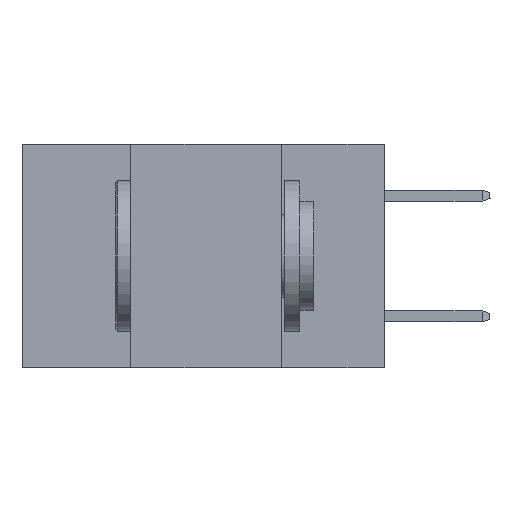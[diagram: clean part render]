
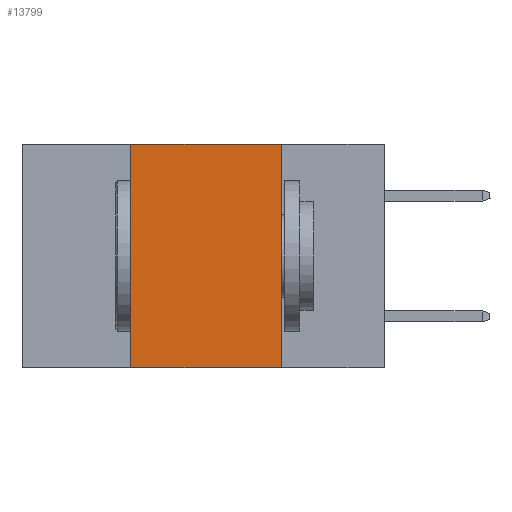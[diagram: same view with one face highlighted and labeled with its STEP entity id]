
A CAD part, left-side view. The second image highlights one B-rep face of the part: STEP entity #13799.
In plain terms, the highlighted planar face has unit normal (-1, 0, 0).
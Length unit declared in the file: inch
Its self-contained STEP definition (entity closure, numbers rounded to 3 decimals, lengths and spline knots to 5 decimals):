
#886 = VERTEX_POINT ( 'NONE', #2761 ) ;
#900 = DIRECTION ( 'NONE',  ( 1., 0., 0. ) ) ;
#1327 = CARTESIAN_POINT ( 'NONE',  ( 0., 0.17, 0. ) ) ;
#2761 = CARTESIAN_POINT ( 'NONE',  ( 0., 0.17, -0.37 ) ) ;
#3778 = DIRECTION ( 'NONE',  ( 0., -1., 0. ) ) ;
#4265 = LINE ( 'NONE', #20598, #24593 ) ;
#5206 = VECTOR ( 'NONE', #9173, 39.37008 ) ;
#6359 = FACE_OUTER_BOUND ( 'NONE', #6586, .T. ) ;
#6586 = EDGE_LOOP ( 'NONE', ( #9156, #9529, #12084, #12321 ) ) ;
#6594 = EDGE_CURVE ( 'NONE', #8310, #886, #9376, .T. ) ;
#7965 = EDGE_CURVE ( 'NONE', #8310, #20304, #4265, .T. ) ;
#8310 = VERTEX_POINT ( 'NONE', #13784 ) ;
#8618 = CARTESIAN_POINT ( 'NONE',  ( 0., 0.17, 0. ) ) ;
#8703 = DIRECTION ( 'NONE',  ( 0., 0., -1. ) ) ;
#9156 = ORIENTED_EDGE ( 'NONE', *, *, #9302, .F. ) ;
#9173 = DIRECTION ( 'NONE',  ( 0., -1., 0. ) ) ;
#9302 = EDGE_CURVE ( 'NONE', #20027, #886, #11747, .T. ) ;
#9376 = LINE ( 'NONE', #22556, #23733 ) ;
#9529 = ORIENTED_EDGE ( 'NONE', *, *, #23263, .F. ) ;
#11064 = PLANE ( 'NONE',  #24560 ) ;
#11747 = LINE ( 'NONE', #8618, #16424 ) ;
#12084 = ORIENTED_EDGE ( 'NONE', *, *, #7965, .F. ) ;
#12321 = ORIENTED_EDGE ( 'NONE', *, *, #6594, .T. ) ;
#12771 = DIRECTION ( 'NONE',  ( 0., 0., 1. ) ) ;
#13784 = CARTESIAN_POINT ( 'NONE',  ( 0., 0.42, -0.37 ) ) ;
#13799 = ADVANCED_FACE ( 'NONE', ( #6359 ), #11064, .F. ) ;
#15033 = DIRECTION ( 'NONE',  ( 0., 0., -1. ) ) ;
#15857 = LINE ( 'NONE', #22860, #5206 ) ;
#16424 = VECTOR ( 'NONE', #8703, 39.37008 ) ;
#16966 = CARTESIAN_POINT ( 'NONE',  ( 0., 0.6, 0. ) ) ;
#19731 = CARTESIAN_POINT ( 'NONE',  ( 0., 0.42, 0. ) ) ;
#20027 = VERTEX_POINT ( 'NONE', #1327 ) ;
#20304 = VERTEX_POINT ( 'NONE', #19731 ) ;
#20598 = CARTESIAN_POINT ( 'NONE',  ( 0., 0.42, 0. ) ) ;
#22556 = CARTESIAN_POINT ( 'NONE',  ( 0., 0.6, -0.37 ) ) ;
#22860 = CARTESIAN_POINT ( 'NONE',  ( 0., 0.6, 0. ) ) ;
#23263 = EDGE_CURVE ( 'NONE', #20304, #20027, #15857, .T. ) ;
#23733 = VECTOR ( 'NONE', #3778, 39.37008 ) ;
#24560 = AXIS2_PLACEMENT_3D ( 'NONE', #16966, #900, #15033 ) ;
#24593 = VECTOR ( 'NONE', #12771, 39.37008 ) ;
